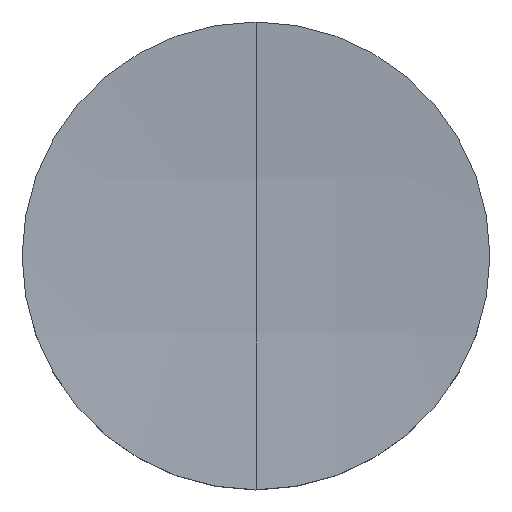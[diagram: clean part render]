
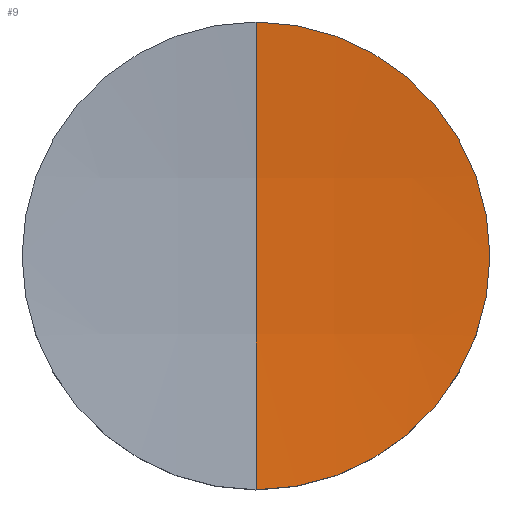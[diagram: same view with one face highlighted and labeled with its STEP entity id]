
A CAD part, top view. The second image highlights one B-rep face of the part: STEP entity #9.
In plain terms, the highlighted free-form (B-spline) face has degree [3, 3] with [4, 4] control points.
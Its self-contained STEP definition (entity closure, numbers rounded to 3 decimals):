
#3 = DIRECTION ( 'NONE',  ( 0., 0., -1. ) ) ;
#9 = ADVANCED_FACE ( 'NONE', ( #59 ), #188, .F. ) ;
#12 = DIRECTION ( 'NONE',  ( 0., 0., -1. ) ) ;
#13 = CARTESIAN_POINT ( 'NONE',  ( 0., 6.35, 2.958 ) ) ;
#21 = EDGE_CURVE ( 'NONE', #170, #26, #135, .T. ) ;
#24 = CARTESIAN_POINT ( 'NONE',  ( 4.268, -2.147, 2.699 ) ) ;
#26 = VERTEX_POINT ( 'NONE', #164 ) ;
#27 = CARTESIAN_POINT ( 'NONE',  ( 2.125, -6.426, 2.964 ) ) ;
#47 = DIRECTION ( 'NONE',  ( -1., 0., 0. ) ) ;
#50 = EDGE_LOOP ( 'NONE', ( #89, #74, #101 ) ) ;
#51 = CARTESIAN_POINT ( 'NONE',  ( 6.395, 2.147, 2.873 ) ) ;
#52 = CARTESIAN_POINT ( 'NONE',  ( 0., -2.147, 2.612 ) ) ;
#59 = FACE_OUTER_BOUND ( 'NONE', #50, .T. ) ;
#63 = DIRECTION ( 'NONE',  ( 1., 0., 0. ) ) ;
#68 = DIRECTION ( 'NONE',  ( 0., 1., 0. ) ) ;
#74 = ORIENTED_EDGE ( 'NONE', *, *, #186, .T. ) ;
#77 = CARTESIAN_POINT ( 'NONE',  ( 2.135, 2.147, 2.612 ) ) ;
#84 = CIRCLE ( 'NONE', #239, 78.3 ) ;
#89 = ORIENTED_EDGE ( 'NONE', *, *, #179, .F. ) ;
#98 = CARTESIAN_POINT ( 'NONE',  ( 0., 2.147, 2.612 ) ) ;
#101 = ORIENTED_EDGE ( 'NONE', *, *, #21, .F. ) ;
#128 = CARTESIAN_POINT ( 'NONE',  ( 6.35, 0., 2.958 ) ) ;
#132 = CARTESIAN_POINT ( 'NONE',  ( 0., 0., 81. ) ) ;
#135 = CIRCLE ( 'NONE', #262, 6.35 ) ;
#139 = CARTESIAN_POINT ( 'NONE',  ( 4.248, -6.426, 3.051 ) ) ;
#149 = CARTESIAN_POINT ( 'NONE',  ( 0., 0., 2.958 ) ) ;
#154 = AXIS2_PLACEMENT_3D ( 'NONE', #149, #12, #63 ) ;
#159 = CARTESIAN_POINT ( 'NONE',  ( 6.395, -2.147, 2.873 ) ) ;
#161 = CARTESIAN_POINT ( 'NONE',  ( 2.125, 6.426, 2.964 ) ) ;
#163 = DIRECTION ( 'NONE',  ( 1., 0., 0. ) ) ;
#164 = CARTESIAN_POINT ( 'NONE',  ( 0., -6.35, 2.958 ) ) ;
#170 = VERTEX_POINT ( 'NONE', #128 ) ;
#179 = EDGE_CURVE ( 'NONE', #195, #170, #260, .T. ) ;
#182 = CARTESIAN_POINT ( 'NONE',  ( 2.135, -2.147, 2.612 ) ) ;
#186 = EDGE_CURVE ( 'NONE', #195, #26, #84, .T. ) ;
#187 = CARTESIAN_POINT ( 'NONE',  ( 0., -6.426, 2.964 ) ) ;
#188 =( BOUNDED_SURFACE ( )  B_SPLINE_SURFACE ( 3, 3, ( 
 ( #240, #237, #161, #258 ),
 ( #51, #238, #77, #98 ),
 ( #159, #24, #182, #52 ),
 ( #259, #139, #27, #187 ) ),
 .UNSPECIFIED., .F., .F., .F. ) 
 B_SPLINE_SURFACE_WITH_KNOTS ( ( 4, 4 ),
 ( 4, 4 ),
 ( 0., 1. ),
 ( 0., 1. ),
 .UNSPECIFIED. ) 
 GEOMETRIC_REPRESENTATION_ITEM ( )  RATIONAL_B_SPLINE_SURFACE ( (
 ( 1., 0.999, 0.999, 1.),
 ( 0.998, 0.997, 0.997, 0.998),
 ( 0.998, 0.997, 0.997, 0.998),
 ( 1., 0.999, 0.999, 1.) ) ) 
 REPRESENTATION_ITEM ( '' )  SURFACE ( )  );
#191 = CARTESIAN_POINT ( 'NONE',  ( 0., 0., 2.958 ) ) ;
#195 = VERTEX_POINT ( 'NONE', #13 ) ;
#237 = CARTESIAN_POINT ( 'NONE',  ( 4.248, 6.426, 3.051 ) ) ;
#238 = CARTESIAN_POINT ( 'NONE',  ( 4.268, 2.147, 2.699 ) ) ;
#239 = AXIS2_PLACEMENT_3D ( 'NONE', #132, #47, #68 ) ;
#240 = CARTESIAN_POINT ( 'NONE',  ( 6.366, 6.426, 3.224 ) ) ;
#258 = CARTESIAN_POINT ( 'NONE',  ( 0., 6.426, 2.964 ) ) ;
#259 = CARTESIAN_POINT ( 'NONE',  ( 6.366, -6.426, 3.224 ) ) ;
#260 = CIRCLE ( 'NONE', #154, 6.35 ) ;
#262 = AXIS2_PLACEMENT_3D ( 'NONE', #191, #3, #163 ) ;
